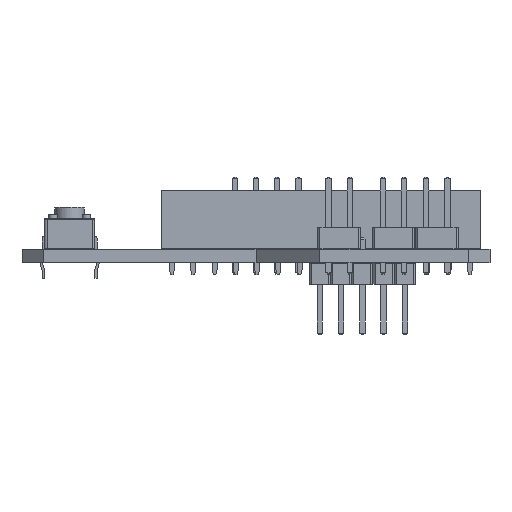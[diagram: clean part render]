
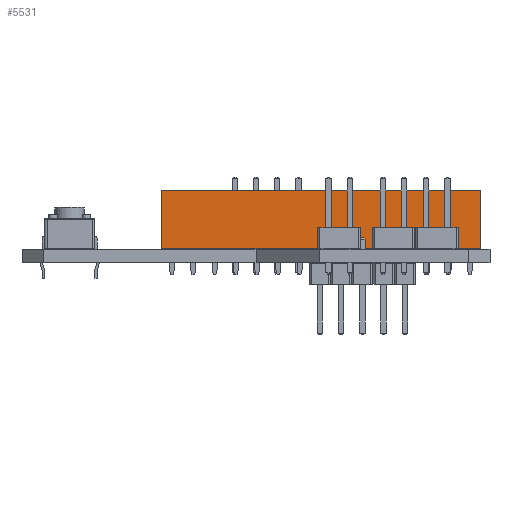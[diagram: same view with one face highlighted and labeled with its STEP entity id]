
A CAD part, front view. The second image highlights one B-rep face of the part: STEP entity #5531.
In plain terms, the highlighted face is planar.
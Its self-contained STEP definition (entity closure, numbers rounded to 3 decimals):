
#125 = PLANE('',#126);
#126 = AXIS2_PLACEMENT_3D('',#127,#128,#129);
#127 = CARTESIAN_POINT('',(-1.27,-36.83,0.));
#128 = DIRECTION('',(0.,1.,0.));
#129 = DIRECTION('',(1.,0.,0.));
#153 = PLANE('',#154);
#154 = AXIS2_PLACEMENT_3D('',#155,#156,#157);
#155 = CARTESIAN_POINT('',(1.27,-36.83,7.));
#156 = DIRECTION('',(-0.,0.,-1.));
#157 = DIRECTION('',(0.,-1.,-0.));
#181 = PLANE('',#182);
#182 = AXIS2_PLACEMENT_3D('',#183,#184,#185);
#183 = CARTESIAN_POINT('',(1.27,1.27,0.));
#184 = DIRECTION('',(0.,-1.,0.));
#185 = DIRECTION('',(-1.,0.,0.));
#223 = VERTEX_POINT('',#224);
#224 = CARTESIAN_POINT('',(-1.27,-36.83,0.));
#240 = PLANE('',#241);
#241 = AXIS2_PLACEMENT_3D('',#242,#243,#244);
#242 = CARTESIAN_POINT('',(1.27,-36.83,0.));
#243 = DIRECTION('',(-0.,0.,-1.));
#244 = DIRECTION('',(0.,-1.,-0.));
#252 = EDGE_CURVE('',#223,#253,#255,.T.);
#253 = VERTEX_POINT('',#254);
#254 = CARTESIAN_POINT('',(-1.27,-36.83,7.));
#255 = SURFACE_CURVE('',#256,(#260,#267),.PCURVE_S1.);
#256 = LINE('',#257,#258);
#257 = CARTESIAN_POINT('',(-1.27,-36.83,0.));
#258 = VECTOR('',#259,1.);
#259 = DIRECTION('',(0.,0.,1.));
#260 = PCURVE('',#125,#261);
#261 = DEFINITIONAL_REPRESENTATION('',(#262),#266);
#262 = LINE('',#263,#264);
#263 = CARTESIAN_POINT('',(0.,0.));
#264 = VECTOR('',#265,1.);
#265 = DIRECTION('',(0.,-1.));
#266 = ( GEOMETRIC_REPRESENTATION_CONTEXT(2) 
PARAMETRIC_REPRESENTATION_CONTEXT() REPRESENTATION_CONTEXT('2D SPACE',''
  ) );
#267 = PCURVE('',#268,#273);
#268 = PLANE('',#269);
#269 = AXIS2_PLACEMENT_3D('',#270,#271,#272);
#270 = CARTESIAN_POINT('',(-1.27,1.27,0.));
#271 = DIRECTION('',(1.,0.,0.));
#272 = DIRECTION('',(0.,-1.,0.));
#273 = DEFINITIONAL_REPRESENTATION('',(#274),#278);
#274 = LINE('',#275,#276);
#275 = CARTESIAN_POINT('',(38.1,0.));
#276 = VECTOR('',#277,1.);
#277 = DIRECTION('',(0.,-1.));
#278 = ( GEOMETRIC_REPRESENTATION_CONTEXT(2) 
PARAMETRIC_REPRESENTATION_CONTEXT() REPRESENTATION_CONTEXT('2D SPACE',''
  ) );
#435 = VERTEX_POINT('',#436);
#436 = CARTESIAN_POINT('',(-1.27,1.27,7.));
#457 = EDGE_CURVE('',#458,#435,#460,.T.);
#458 = VERTEX_POINT('',#459);
#459 = CARTESIAN_POINT('',(-1.27,1.27,0.));
#460 = SURFACE_CURVE('',#461,(#465,#472),.PCURVE_S1.);
#461 = LINE('',#462,#463);
#462 = CARTESIAN_POINT('',(-1.27,1.27,0.));
#463 = VECTOR('',#464,1.);
#464 = DIRECTION('',(0.,0.,1.));
#465 = PCURVE('',#181,#466);
#466 = DEFINITIONAL_REPRESENTATION('',(#467),#471);
#467 = LINE('',#468,#469);
#468 = CARTESIAN_POINT('',(2.54,0.));
#469 = VECTOR('',#470,1.);
#470 = DIRECTION('',(0.,-1.));
#471 = ( GEOMETRIC_REPRESENTATION_CONTEXT(2) 
PARAMETRIC_REPRESENTATION_CONTEXT() REPRESENTATION_CONTEXT('2D SPACE',''
  ) );
#472 = PCURVE('',#268,#473);
#473 = DEFINITIONAL_REPRESENTATION('',(#474),#478);
#474 = LINE('',#475,#476);
#475 = CARTESIAN_POINT('',(0.,0.));
#476 = VECTOR('',#477,1.);
#477 = DIRECTION('',(0.,-1.));
#478 = ( GEOMETRIC_REPRESENTATION_CONTEXT(2) 
PARAMETRIC_REPRESENTATION_CONTEXT() REPRESENTATION_CONTEXT('2D SPACE',''
  ) );
#602 = EDGE_CURVE('',#435,#253,#603,.T.);
#603 = SURFACE_CURVE('',#604,(#608,#615),.PCURVE_S1.);
#604 = LINE('',#605,#606);
#605 = CARTESIAN_POINT('',(-1.27,1.27,7.));
#606 = VECTOR('',#607,1.);
#607 = DIRECTION('',(0.,-1.,0.));
#608 = PCURVE('',#153,#609);
#609 = DEFINITIONAL_REPRESENTATION('',(#610),#614);
#610 = LINE('',#611,#612);
#611 = CARTESIAN_POINT('',(-38.1,2.54));
#612 = VECTOR('',#613,1.);
#613 = DIRECTION('',(1.,0.));
#614 = ( GEOMETRIC_REPRESENTATION_CONTEXT(2) 
PARAMETRIC_REPRESENTATION_CONTEXT() REPRESENTATION_CONTEXT('2D SPACE',''
  ) );
#615 = PCURVE('',#268,#616);
#616 = DEFINITIONAL_REPRESENTATION('',(#617),#621);
#617 = LINE('',#618,#619);
#618 = CARTESIAN_POINT('',(0.,-7.));
#619 = VECTOR('',#620,1.);
#620 = DIRECTION('',(1.,0.));
#621 = ( GEOMETRIC_REPRESENTATION_CONTEXT(2) 
PARAMETRIC_REPRESENTATION_CONTEXT() REPRESENTATION_CONTEXT('2D SPACE',''
  ) );
#2359 = EDGE_CURVE('',#458,#223,#2360,.T.);
#2360 = SURFACE_CURVE('',#2361,(#2365,#2372),.PCURVE_S1.);
#2361 = LINE('',#2362,#2363);
#2362 = CARTESIAN_POINT('',(-1.27,1.27,0.));
#2363 = VECTOR('',#2364,1.);
#2364 = DIRECTION('',(0.,-1.,0.));
#2365 = PCURVE('',#240,#2366);
#2366 = DEFINITIONAL_REPRESENTATION('',(#2367),#2371);
#2367 = LINE('',#2368,#2369);
#2368 = CARTESIAN_POINT('',(-38.1,2.54));
#2369 = VECTOR('',#2370,1.);
#2370 = DIRECTION('',(1.,0.));
#2371 = ( GEOMETRIC_REPRESENTATION_CONTEXT(2) 
PARAMETRIC_REPRESENTATION_CONTEXT() REPRESENTATION_CONTEXT('2D SPACE',''
  ) );
#2372 = PCURVE('',#268,#2373);
#2373 = DEFINITIONAL_REPRESENTATION('',(#2374),#2378);
#2374 = LINE('',#2375,#2376);
#2375 = CARTESIAN_POINT('',(0.,0.));
#2376 = VECTOR('',#2377,1.);
#2377 = DIRECTION('',(1.,0.));
#2378 = ( GEOMETRIC_REPRESENTATION_CONTEXT(2) 
PARAMETRIC_REPRESENTATION_CONTEXT() REPRESENTATION_CONTEXT('2D SPACE',''
  ) );
#5531 = ADVANCED_FACE('',(#5532),#268,.F.);
#5532 = FACE_BOUND('',#5533,.F.);
#5533 = EDGE_LOOP('',(#5534,#5535,#5536,#5537));
#5534 = ORIENTED_EDGE('',*,*,#457,.T.);
#5535 = ORIENTED_EDGE('',*,*,#602,.T.);
#5536 = ORIENTED_EDGE('',*,*,#252,.F.);
#5537 = ORIENTED_EDGE('',*,*,#2359,.F.);
